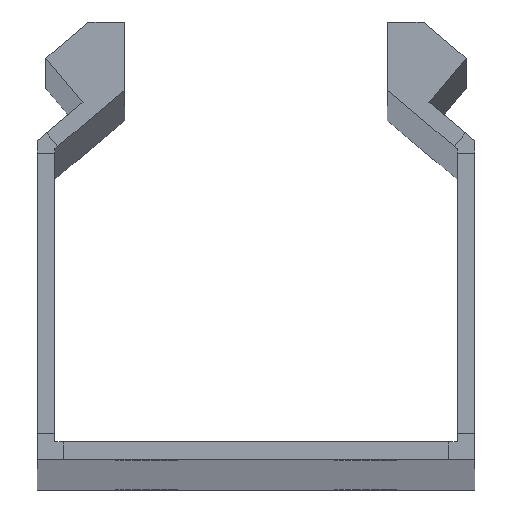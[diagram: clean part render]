
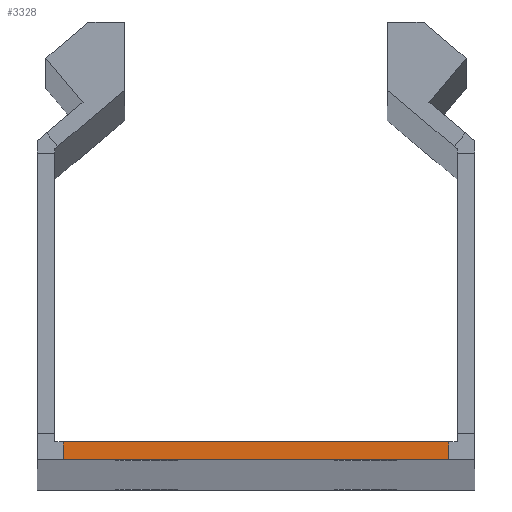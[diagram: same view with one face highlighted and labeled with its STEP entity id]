
A CAD part, top view. The second image highlights one B-rep face of the part: STEP entity #3328.
In plain terms, the highlighted planar face has unit normal (0, 0, 1).
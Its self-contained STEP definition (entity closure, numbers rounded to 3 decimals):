
#23 = EDGE_CURVE ( 'NONE', #712, #2470, #2066, .T. ) ;
#290 = LINE ( 'NONE', #3547, #3814 ) ;
#313 = CARTESIAN_POINT ( 'NONE',  ( -22., 2., 1000. ) ) ;
#406 = DIRECTION ( 'NONE',  ( -1., 0., 0. ) ) ;
#528 = ORIENTED_EDGE ( 'NONE', *, *, #1908, .T. ) ;
#712 = VERTEX_POINT ( 'NONE', #2722 ) ;
#1101 = DIRECTION ( 'NONE',  ( 1., 0., 0. ) ) ;
#1106 = FACE_OUTER_BOUND ( 'NONE', #1438, .T. ) ;
#1438 = EDGE_LOOP ( 'NONE', ( #3210, #3362, #2307, #528 ) ) ;
#1458 = CARTESIAN_POINT ( 'NONE',  ( -22., 2., 1000. ) ) ;
#1623 = VERTEX_POINT ( 'NONE', #1728 ) ;
#1645 = CARTESIAN_POINT ( 'NONE',  ( -25., 2., 1000. ) ) ;
#1718 = VECTOR ( 'NONE', #2377, 1000. ) ;
#1728 = CARTESIAN_POINT ( 'NONE',  ( 22., 2., 1000. ) ) ;
#1755 = CARTESIAN_POINT ( 'NONE',  ( 23., 3., 1000. ) ) ;
#1908 = EDGE_CURVE ( 'NONE', #2880, #2470, #2240, .T. ) ;
#2027 = CARTESIAN_POINT ( 'NONE',  ( -25., 0., 1000. ) ) ;
#2066 = LINE ( 'NONE', #2027, #1718 ) ;
#2128 = EDGE_CURVE ( 'NONE', #712, #1623, #290, .T. ) ;
#2240 = LINE ( 'NONE', #313, #2513 ) ;
#2307 = ORIENTED_EDGE ( 'NONE', *, *, #3706, .T. ) ;
#2377 = DIRECTION ( 'NONE',  ( -1., 0., 0. ) ) ;
#2470 = VERTEX_POINT ( 'NONE', #3114 ) ;
#2513 = VECTOR ( 'NONE', #3466, 1000. ) ;
#2722 = CARTESIAN_POINT ( 'NONE',  ( 22., 0., 1000. ) ) ;
#2880 = VERTEX_POINT ( 'NONE', #1458 ) ;
#3085 = LINE ( 'NONE', #1645, #3954 ) ;
#3114 = CARTESIAN_POINT ( 'NONE',  ( -22., 0., 1000. ) ) ;
#3210 = ORIENTED_EDGE ( 'NONE', *, *, #23, .F. ) ;
#3243 = PLANE ( 'NONE',  #3447 ) ;
#3328 = ADVANCED_FACE ( 'NONE', ( #1106 ), #3243, .T. ) ;
#3362 = ORIENTED_EDGE ( 'NONE', *, *, #2128, .T. ) ;
#3447 = AXIS2_PLACEMENT_3D ( 'NONE', #1755, #3911, #1101 ) ;
#3466 = DIRECTION ( 'NONE',  ( 0., -1., 0. ) ) ;
#3547 = CARTESIAN_POINT ( 'NONE',  ( 22., 0., 1000. ) ) ;
#3599 = DIRECTION ( 'NONE',  ( 0., 1., 0. ) ) ;
#3706 = EDGE_CURVE ( 'NONE', #1623, #2880, #3085, .T. ) ;
#3814 = VECTOR ( 'NONE', #3599, 1000. ) ;
#3911 = DIRECTION ( 'NONE',  ( 0., 0., 1. ) ) ;
#3954 = VECTOR ( 'NONE', #406, 1000. ) ;
